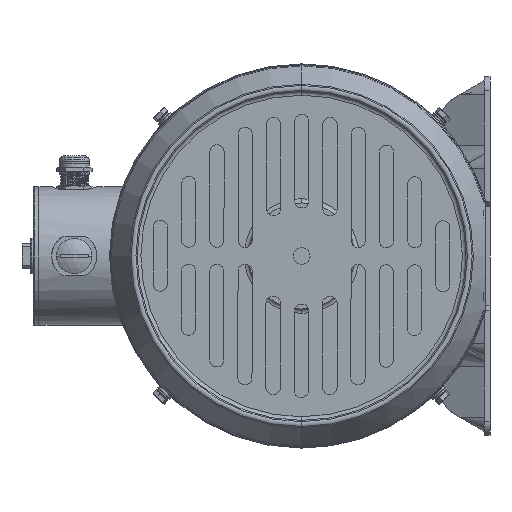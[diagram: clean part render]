
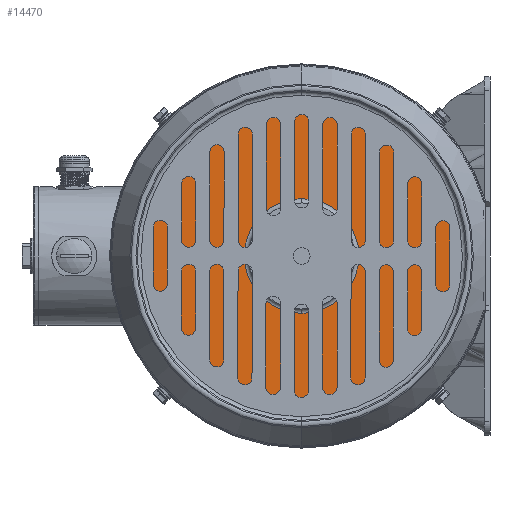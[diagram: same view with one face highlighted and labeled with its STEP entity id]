
A CAD part, left-side view. The second image highlights one B-rep face of the part: STEP entity #14470.
In plain terms, the highlighted planar face has unit normal (-1, 0, 0).
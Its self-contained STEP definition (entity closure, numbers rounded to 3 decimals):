
#294 = DIRECTION ( 'NONE',  ( 0., -1., 0. ) ) ;
#378 = EDGE_LOOP ( 'NONE', ( #14464, #23510 ) ) ;
#534 = CARTESIAN_POINT ( 'NONE',  ( 0.001, 0., -128. ) ) ;
#776 = DIRECTION ( 'NONE',  ( -1., 0., 0. ) ) ;
#777 = AXIS2_PLACEMENT_3D ( 'NONE', #27765, #3072, #31916 ) ;
#931 = EDGE_CURVE ( 'NONE', #31065, #8109, #45109, .T. ) ;
#1607 = CARTESIAN_POINT ( 'NONE',  ( 0.001, 6., 118. ) ) ;
#1624 = CIRCLE ( 'NONE', #2451, 128. ) ;
#2068 = CARTESIAN_POINT ( 'NONE',  ( 0.001, 0., 40.58 ) ) ;
#2422 = FACE_BOUND ( 'NONE', #29331, .T. ) ;
#2451 = AXIS2_PLACEMENT_3D ( 'NONE', #34837, #10118, #38986 ) ;
#2626 = VERTEX_POINT ( 'NONE', #37506 ) ;
#3066 = VERTEX_POINT ( 'NONE', #40746 ) ;
#3072 = DIRECTION ( 'NONE',  ( 1., 0., 0. ) ) ;
#3227 = EDGE_CURVE ( 'NONE', #8025, #2626, #15190, .T. ) ;
#3471 = DIRECTION ( 'NONE',  ( 1., 0., 0. ) ) ;
#3731 = FACE_BOUND ( 'NONE', #378, .T. ) ;
#5592 = CARTESIAN_POINT ( 'NONE',  ( 0.001, -6., 118. ) ) ;
#6931 = DIRECTION ( 'NONE',  ( -1., 0., 0. ) ) ;
#7862 = DIRECTION ( 'NONE',  ( -1., 0., 0. ) ) ;
#8025 = VERTEX_POINT ( 'NONE', #8119 ) ;
#8109 = VERTEX_POINT ( 'NONE', #13208 ) ;
#8119 = CARTESIAN_POINT ( 'NONE',  ( 0.001, -6., -118. ) ) ;
#10118 = DIRECTION ( 'NONE',  ( -1., 0., 0. ) ) ;
#10241 = ORIENTED_EDGE ( 'NONE', *, *, #39779, .T. ) ;
#11038 = EDGE_CURVE ( 'NONE', #29992, #43743, #22011, .T. ) ;
#11880 = CARTESIAN_POINT ( 'NONE',  ( 0.001, -118., 0. ) ) ;
#12177 = EDGE_LOOP ( 'NONE', ( #45717, #33459 ) ) ;
#13208 = CARTESIAN_POINT ( 'NONE',  ( 0.001, 0., -40.58 ) ) ;
#13479 = FACE_BOUND ( 'NONE', #14590, .T. ) ;
#14464 = ORIENTED_EDGE ( 'NONE', *, *, #28729, .T. ) ;
#14470 = ADVANCED_FACE ( 'NONE', ( #3731, #45104, #24394, #2422, #13479, #34087 ), #34253, .F. ) ;
#14590 = EDGE_LOOP ( 'NONE', ( #36237, #37019 ) ) ;
#14717 = CARTESIAN_POINT ( 'NONE',  ( 0.001, 0., 118. ) ) ;
#14852 = CARTESIAN_POINT ( 'NONE',  ( 0.001, 118., -6. ) ) ;
#15190 = CIRCLE ( 'NONE', #39641, 6. ) ;
#15768 = CIRCLE ( 'NONE', #37539, 6. ) ;
#16005 = DIRECTION ( 'NONE',  ( 0., 0., 1. ) ) ;
#16197 = CIRCLE ( 'NONE', #37482, 6. ) ;
#16456 = DIRECTION ( 'NONE',  ( 1., 0., 0. ) ) ;
#18191 = CARTESIAN_POINT ( 'NONE',  ( 0.001, 40.58, 0. ) ) ;
#18852 = DIRECTION ( 'NONE',  ( 0., 1., 0. ) ) ;
#20461 = AXIS2_PLACEMENT_3D ( 'NONE', #48737, #23984, #52911 ) ;
#20523 = EDGE_CURVE ( 'NONE', #3066, #24453, #25083, .T. ) ;
#22011 = CIRCLE ( 'NONE', #52422, 6. ) ;
#22216 = ORIENTED_EDGE ( 'NONE', *, *, #11038, .T. ) ;
#22260 = CARTESIAN_POINT ( 'NONE',  ( 0.001, 118., 0. ) ) ;
#22269 = ORIENTED_EDGE ( 'NONE', *, *, #931, .F. ) ;
#23066 = EDGE_CURVE ( 'NONE', #43743, #29992, #53392, .T. ) ;
#23288 = ORIENTED_EDGE ( 'NONE', *, *, #36499, .T. ) ;
#23510 = ORIENTED_EDGE ( 'NONE', *, *, #26056, .T. ) ;
#23774 = ORIENTED_EDGE ( 'NONE', *, *, #23066, .T. ) ;
#23984 = DIRECTION ( 'NONE',  ( 1., 0., 0. ) ) ;
#24394 = FACE_BOUND ( 'NONE', #47803, .T. ) ;
#24453 = VERTEX_POINT ( 'NONE', #534 ) ;
#25029 = DIRECTION ( 'NONE',  ( 1., 0., 0. ) ) ;
#25083 = CIRCLE ( 'NONE', #44582, 128. ) ;
#25148 = CARTESIAN_POINT ( 'NONE',  ( 0.001, 118., 6. ) ) ;
#25503 = CARTESIAN_POINT ( 'NONE',  ( 0.001, 0., 0. ) ) ;
#26056 = EDGE_CURVE ( 'NONE', #38706, #33581, #15768, .T. ) ;
#26148 = DIRECTION ( 'NONE',  ( 1., 0., 0. ) ) ;
#26419 = DIRECTION ( 'NONE',  ( 0., 0., -1. ) ) ;
#27189 = CIRCLE ( 'NONE', #52043, 40.58 ) ;
#27765 = CARTESIAN_POINT ( 'NONE',  ( 0.001, 118., 0. ) ) ;
#28147 = CARTESIAN_POINT ( 'NONE',  ( 0.001, -118., 0. ) ) ;
#28729 = EDGE_CURVE ( 'NONE', #33581, #38706, #16197, .T. ) ;
#29331 = EDGE_LOOP ( 'NONE', ( #23774, #22216 ) ) ;
#29629 = DIRECTION ( 'NONE',  ( 0., 0., 1. ) ) ;
#29914 = CARTESIAN_POINT ( 'NONE',  ( 0.001, -118., 6. ) ) ;
#29992 = VERTEX_POINT ( 'NONE', #14852 ) ;
#30708 = ORIENTED_EDGE ( 'NONE', *, *, #38839, .F. ) ;
#31065 = VERTEX_POINT ( 'NONE', #2068 ) ;
#31672 = CARTESIAN_POINT ( 'NONE',  ( 0.001, 0., 0. ) ) ;
#31916 = DIRECTION ( 'NONE',  ( 0., 0., -1. ) ) ;
#31995 = VERTEX_POINT ( 'NONE', #5592 ) ;
#32320 = DIRECTION ( 'NONE',  ( 0., 0., 1. ) ) ;
#32573 = CARTESIAN_POINT ( 'NONE',  ( 0.001, 0., 0. ) ) ;
#33459 = ORIENTED_EDGE ( 'NONE', *, *, #52724, .T. ) ;
#33581 = VERTEX_POINT ( 'NONE', #33760 ) ;
#33646 = EDGE_LOOP ( 'NONE', ( #10241, #23288 ) ) ;
#33760 = CARTESIAN_POINT ( 'NONE',  ( 0.001, -118., -6. ) ) ;
#34087 = FACE_BOUND ( 'NONE', #33646, .T. ) ;
#34253 = PLANE ( 'NONE',  #40190 ) ;
#34414 = CIRCLE ( 'NONE', #20461, 6. ) ;
#34837 = CARTESIAN_POINT ( 'NONE',  ( 0.001, 0., 0. ) ) ;
#35108 = AXIS2_PLACEMENT_3D ( 'NONE', #14717, #43605, #18852 ) ;
#35783 = AXIS2_PLACEMENT_3D ( 'NONE', #25503, #776, #29629 ) ;
#35837 = DIRECTION ( 'NONE',  ( 0., 0., 1. ) ) ;
#36237 = ORIENTED_EDGE ( 'NONE', *, *, #42214, .T. ) ;
#36499 = EDGE_CURVE ( 'NONE', #36892, #31995, #34414, .T. ) ;
#36746 = DIRECTION ( 'NONE',  ( 0., 0., 1. ) ) ;
#36892 = VERTEX_POINT ( 'NONE', #1607 ) ;
#37019 = ORIENTED_EDGE ( 'NONE', *, *, #3227, .T. ) ;
#37482 = AXIS2_PLACEMENT_3D ( 'NONE', #11880, #40747, #16005 ) ;
#37506 = CARTESIAN_POINT ( 'NONE',  ( 0.001, 6., -118. ) ) ;
#37539 = AXIS2_PLACEMENT_3D ( 'NONE', #28147, #3471, #32320 ) ;
#38706 = VERTEX_POINT ( 'NONE', #29914 ) ;
#38839 = EDGE_CURVE ( 'NONE', #8109, #31065, #27189, .T. ) ;
#38986 = DIRECTION ( 'NONE',  ( 0., 0., 1. ) ) ;
#39641 = AXIS2_PLACEMENT_3D ( 'NONE', #49785, #25029, #294 ) ;
#39779 = EDGE_CURVE ( 'NONE', #31995, #36892, #43985, .T. ) ;
#40190 = AXIS2_PLACEMENT_3D ( 'NONE', #18191, #26148, #47104 ) ;
#40509 = CIRCLE ( 'NONE', #40715, 6. ) ;
#40715 = AXIS2_PLACEMENT_3D ( 'NONE', #41191, #16456, #45392 ) ;
#40746 = CARTESIAN_POINT ( 'NONE',  ( 0.001, 0., 128. ) ) ;
#40747 = DIRECTION ( 'NONE',  ( 1., 0., 0. ) ) ;
#41191 = CARTESIAN_POINT ( 'NONE',  ( 0.001, 0., -118. ) ) ;
#42214 = EDGE_CURVE ( 'NONE', #2626, #8025, #40509, .T. ) ;
#43605 = DIRECTION ( 'NONE',  ( 1., 0., 0. ) ) ;
#43743 = VERTEX_POINT ( 'NONE', #25148 ) ;
#43985 = CIRCLE ( 'NONE', #35108, 6. ) ;
#44582 = AXIS2_PLACEMENT_3D ( 'NONE', #32573, #7862, #36746 ) ;
#45104 = FACE_OUTER_BOUND ( 'NONE', #12177, .T. ) ;
#45109 = CIRCLE ( 'NONE', #35783, 40.58 ) ;
#45392 = DIRECTION ( 'NONE',  ( 0., -1., 0. ) ) ;
#45717 = ORIENTED_EDGE ( 'NONE', *, *, #20523, .T. ) ;
#47104 = DIRECTION ( 'NONE',  ( 0., 0., -1. ) ) ;
#47803 = EDGE_LOOP ( 'NONE', ( #22269, #30708 ) ) ;
#48737 = CARTESIAN_POINT ( 'NONE',  ( 0.001, 0., 118. ) ) ;
#49785 = CARTESIAN_POINT ( 'NONE',  ( 0.001, 0., -118. ) ) ;
#51207 = DIRECTION ( 'NONE',  ( 1., 0., 0. ) ) ;
#52043 = AXIS2_PLACEMENT_3D ( 'NONE', #31672, #6931, #35837 ) ;
#52422 = AXIS2_PLACEMENT_3D ( 'NONE', #22260, #51207, #26419 ) ;
#52724 = EDGE_CURVE ( 'NONE', #24453, #3066, #1624, .T. ) ;
#52911 = DIRECTION ( 'NONE',  ( 0., 1., 0. ) ) ;
#53392 = CIRCLE ( 'NONE', #777, 6. ) ;
